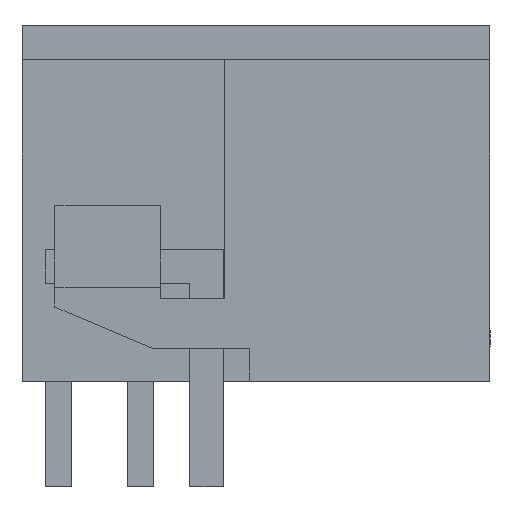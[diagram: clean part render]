
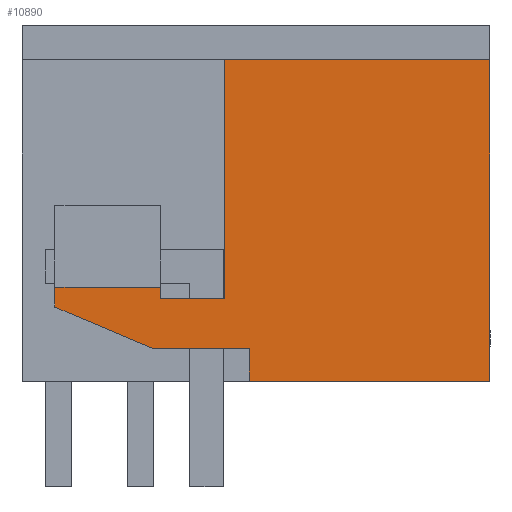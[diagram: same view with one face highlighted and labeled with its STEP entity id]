
A CAD part, left-side view. The second image highlights one B-rep face of the part: STEP entity #10890.
In plain terms, the highlighted planar face has unit normal (-1, 0, 0).
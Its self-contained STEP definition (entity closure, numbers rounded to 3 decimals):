
#10828=AXIS2_PLACEMENT_3D('Plane Axis2P3D',#10825,#10826,#10827) ;
#5485=CARTESIAN_POINT('Vertex',(0.,0.,12.95)) ;
#5488=CARTESIAN_POINT('Line Origine',(0.,0.,8.075)) ;
#5492=CARTESIAN_POINT('Vertex',(0.,0.,3.2)) ;
#10321=CARTESIAN_POINT('Line Origine',(0.,3.65,3.2)) ;
#10325=CARTESIAN_POINT('Vertex',(0.,7.3,3.2)) ;
#10468=CARTESIAN_POINT('Vertex',(0.,8.05,12.95)) ;
#10471=CARTESIAN_POINT('Line Origine',(0.,4.025,12.95)) ;
#10809=CARTESIAN_POINT('Vertex',(0.,7.3,4.197)) ;
#10812=CARTESIAN_POINT('Line Origine',(0.,7.3,3.698)) ;
#10825=CARTESIAN_POINT('Axis2P3D Location',(0.,0.,12.95)) ;
#10830=CARTESIAN_POINT('Line Origine',(0.,8.05,9.325)) ;
#10834=CARTESIAN_POINT('Vertex',(0.,8.05,5.7)) ;
#10837=CARTESIAN_POINT('Line Origine',(0.,9.025,5.7)) ;
#10841=CARTESIAN_POINT('Vertex',(0.,10.,5.7)) ;
#10844=CARTESIAN_POINT('Line Origine',(0.,10.,5.875)) ;
#10848=CARTESIAN_POINT('Vertex',(0.,10.,6.05)) ;
#10851=CARTESIAN_POINT('Line Origine',(0.,11.6,6.05)) ;
#10855=CARTESIAN_POINT('Vertex',(0.,13.2,6.05)) ;
#10858=CARTESIAN_POINT('Line Origine',(0.,13.2,5.75)) ;
#10862=CARTESIAN_POINT('Vertex',(0.,13.2,5.45)) ;
#10865=CARTESIAN_POINT('Line Origine',(0.,11.721,4.823)) ;
#10869=CARTESIAN_POINT('Vertex',(0.,10.242,4.197)) ;
#10872=CARTESIAN_POINT('Line Origine',(0.,8.771,4.197)) ;
#5489=DIRECTION('Vector Direction',(0.,0.,-1.)) ;
#10322=DIRECTION('Vector Direction',(0.,1.,0.)) ;
#10472=DIRECTION('Vector Direction',(0.,1.,0.)) ;
#10813=DIRECTION('Vector Direction',(0.,0.,-1.)) ;
#10826=DIRECTION('Axis2P3D Direction',(1.,0.,0.)) ;
#10827=DIRECTION('Axis2P3D XDirection',(0.,0.,-1.)) ;
#10831=DIRECTION('Vector Direction',(0.,0.,1.)) ;
#10838=DIRECTION('Vector Direction',(0.,-1.,0.)) ;
#10845=DIRECTION('Vector Direction',(0.,0.,1.)) ;
#10852=DIRECTION('Vector Direction',(0.,1.,0.)) ;
#10859=DIRECTION('Vector Direction',(0.,0.,-1.)) ;
#10866=DIRECTION('Vector Direction',(0.,0.921,0.39)) ;
#10873=DIRECTION('Vector Direction',(0.,-1.,0.)) ;
#5490=VECTOR('Line Direction',#5489,1.) ;
#10323=VECTOR('Line Direction',#10322,1.) ;
#10473=VECTOR('Line Direction',#10472,1.) ;
#10814=VECTOR('Line Direction',#10813,1.) ;
#10832=VECTOR('Line Direction',#10831,1.) ;
#10839=VECTOR('Line Direction',#10838,1.) ;
#10846=VECTOR('Line Direction',#10845,1.) ;
#10853=VECTOR('Line Direction',#10852,1.) ;
#10860=VECTOR('Line Direction',#10859,1.) ;
#10867=VECTOR('Line Direction',#10866,1.) ;
#10874=VECTOR('Line Direction',#10873,1.) ;
#10878=ORIENTED_EDGE('',*,*,#10836,.F.) ;
#10879=ORIENTED_EDGE('',*,*,#10843,.F.) ;
#10880=ORIENTED_EDGE('',*,*,#10850,.F.) ;
#10881=ORIENTED_EDGE('',*,*,#10857,.F.) ;
#10882=ORIENTED_EDGE('',*,*,#10864,.F.) ;
#10883=ORIENTED_EDGE('',*,*,#10871,.F.) ;
#10884=ORIENTED_EDGE('',*,*,#10876,.F.) ;
#10885=ORIENTED_EDGE('',*,*,#10816,.F.) ;
#10886=ORIENTED_EDGE('',*,*,#10327,.F.) ;
#10887=ORIENTED_EDGE('',*,*,#5494,.F.) ;
#10888=ORIENTED_EDGE('',*,*,#10475,.T.) ;
#10890=ADVANCED_FACE('HOUSING',(#10889),#10829,.F.) ;
#5494=EDGE_CURVE('',#5486,#5493,#5491,.T.) ;
#10327=EDGE_CURVE('',#5493,#10326,#10324,.T.) ;
#10475=EDGE_CURVE('',#5486,#10469,#10474,.T.) ;
#10816=EDGE_CURVE('',#10326,#10810,#10815,.F.) ;
#10836=EDGE_CURVE('',#10835,#10469,#10833,.T.) ;
#10843=EDGE_CURVE('',#10842,#10835,#10840,.T.) ;
#10850=EDGE_CURVE('',#10849,#10842,#10847,.F.) ;
#10857=EDGE_CURVE('',#10856,#10849,#10854,.F.) ;
#10864=EDGE_CURVE('',#10863,#10856,#10861,.F.) ;
#10871=EDGE_CURVE('',#10870,#10863,#10868,.T.) ;
#10876=EDGE_CURVE('',#10810,#10870,#10875,.F.) ;
#10877=EDGE_LOOP('',(#10878,#10879,#10880,#10881,#10882,#10883,#10884,#10885,#10886,#10887,#10888)) ;
#10889=FACE_OUTER_BOUND('',#10877,.T.) ;
#5491=LINE('Line',#5488,#5490) ;
#10324=LINE('Line',#10321,#10323) ;
#10474=LINE('Line',#10471,#10473) ;
#10815=LINE('Line',#10812,#10814) ;
#10833=LINE('Line',#10830,#10832) ;
#10840=LINE('Line',#10837,#10839) ;
#10847=LINE('Line',#10844,#10846) ;
#10854=LINE('Line',#10851,#10853) ;
#10861=LINE('Line',#10858,#10860) ;
#10868=LINE('Line',#10865,#10867) ;
#10875=LINE('Line',#10872,#10874) ;
#10829=PLANE('',#10828) ;
#5486=VERTEX_POINT('',#5485) ;
#5493=VERTEX_POINT('',#5492) ;
#10326=VERTEX_POINT('',#10325) ;
#10469=VERTEX_POINT('',#10468) ;
#10810=VERTEX_POINT('',#10809) ;
#10835=VERTEX_POINT('',#10834) ;
#10842=VERTEX_POINT('',#10841) ;
#10849=VERTEX_POINT('',#10848) ;
#10856=VERTEX_POINT('',#10855) ;
#10863=VERTEX_POINT('',#10862) ;
#10870=VERTEX_POINT('',#10869) ;
